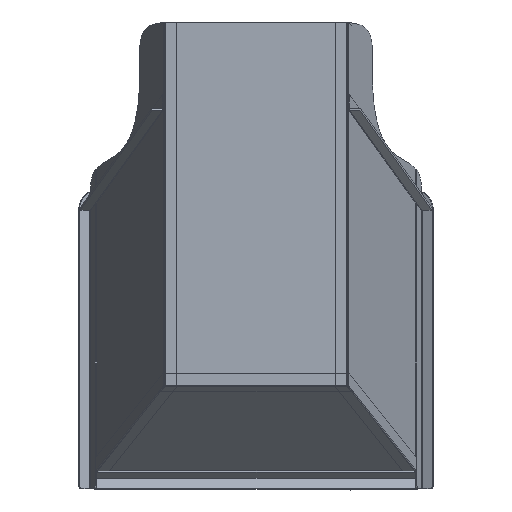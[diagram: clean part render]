
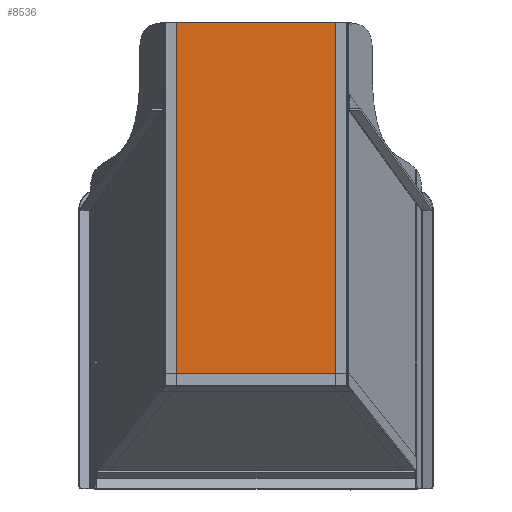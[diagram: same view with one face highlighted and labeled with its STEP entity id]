
A CAD part, front view. The second image highlights one B-rep face of the part: STEP entity #8536.
In plain terms, the highlighted planar face has unit normal (0, -1, 0).
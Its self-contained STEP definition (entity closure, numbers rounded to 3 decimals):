
#253 = DIRECTION ( 'NONE',  ( -1., 0., 0. ) ) ;
#878 = CARTESIAN_POINT ( 'NONE',  ( -152.4, 0., -304.8 ) ) ;
#946 = EDGE_LOOP ( 'NONE', ( #9006, #1270, #3734, #4556 ) ) ;
#1043 = LINE ( 'NONE', #8693, #5657 ) ;
#1092 = CARTESIAN_POINT ( 'NONE',  ( 152.4, 0., -304.8 ) ) ;
#1101 = VERTEX_POINT ( 'NONE', #10782 ) ;
#1270 = ORIENTED_EDGE ( 'NONE', *, *, #7243, .T. ) ;
#1736 = LINE ( 'NONE', #5961, #10939 ) ;
#2190 = DIRECTION ( 'NONE',  ( 0., 0., -1. ) ) ;
#2425 = EDGE_CURVE ( 'NONE', #7121, #6241, #8639, .T. ) ;
#3178 = CARTESIAN_POINT ( 'NONE',  ( 152.4, 0., -304.8 ) ) ;
#3693 = DIRECTION ( 'NONE',  ( 0., -1., 0. ) ) ;
#3734 = ORIENTED_EDGE ( 'NONE', *, *, #2425, .T. ) ;
#3863 = EDGE_CURVE ( 'NONE', #1101, #5760, #1736, .T. ) ;
#4224 = DIRECTION ( 'NONE',  ( 1., 0., 0. ) ) ;
#4491 = DIRECTION ( 'NONE',  ( 0., 0., 1. ) ) ;
#4556 = ORIENTED_EDGE ( 'NONE', *, *, #7478, .T. ) ;
#5657 = VECTOR ( 'NONE', #253, 1000. ) ;
#5760 = VERTEX_POINT ( 'NONE', #8602 ) ;
#5961 = CARTESIAN_POINT ( 'NONE',  ( -152.4, 0., 304.8 ) ) ;
#6241 = VERTEX_POINT ( 'NONE', #10907 ) ;
#7121 = VERTEX_POINT ( 'NONE', #3178 ) ;
#7197 = VECTOR ( 'NONE', #4491, 1000. ) ;
#7243 = EDGE_CURVE ( 'NONE', #5760, #7121, #10920, .T. ) ;
#7244 = AXIS2_PLACEMENT_3D ( 'NONE', #7331, #3693, #2190 ) ;
#7331 = CARTESIAN_POINT ( 'NONE',  ( 0., 0., 0. ) ) ;
#7478 = EDGE_CURVE ( 'NONE', #6241, #1101, #1043, .T. ) ;
#8489 = DIRECTION ( 'NONE',  ( 0., 0., -1. ) ) ;
#8536 = ADVANCED_FACE ( 'NONE', ( #9770 ), #9878, .T. ) ;
#8602 = CARTESIAN_POINT ( 'NONE',  ( -152.4, 0., -304.8 ) ) ;
#8639 = LINE ( 'NONE', #1092, #7197 ) ;
#8693 = CARTESIAN_POINT ( 'NONE',  ( 152.4, 0., 304.8 ) ) ;
#9003 = VECTOR ( 'NONE', #4224, 1000. ) ;
#9006 = ORIENTED_EDGE ( 'NONE', *, *, #3863, .T. ) ;
#9770 = FACE_OUTER_BOUND ( 'NONE', #946, .T. ) ;
#9878 = PLANE ( 'NONE',  #7244 ) ;
#10782 = CARTESIAN_POINT ( 'NONE',  ( -152.4, 0., 304.8 ) ) ;
#10907 = CARTESIAN_POINT ( 'NONE',  ( 152.4, 0., 304.8 ) ) ;
#10920 = LINE ( 'NONE', #878, #9003 ) ;
#10939 = VECTOR ( 'NONE', #8489, 1000. ) ;
